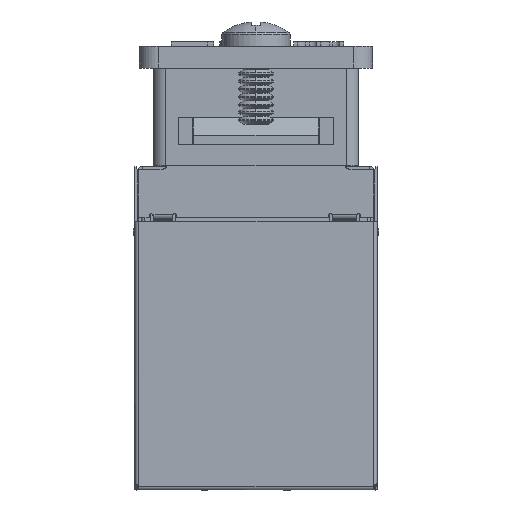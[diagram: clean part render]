
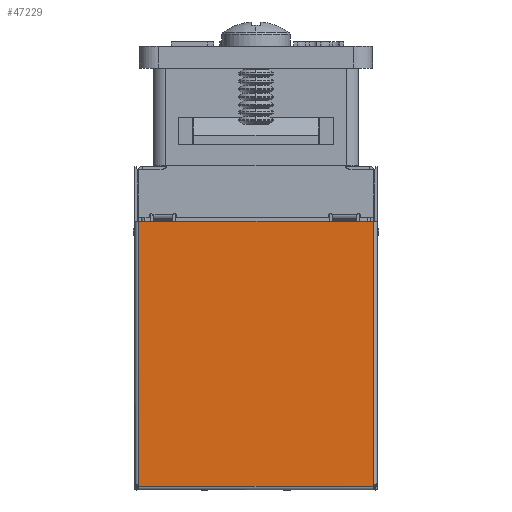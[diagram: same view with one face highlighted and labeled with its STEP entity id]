
A CAD part, front view. The second image highlights one B-rep face of the part: STEP entity #47229.
In plain terms, the highlighted face is planar.
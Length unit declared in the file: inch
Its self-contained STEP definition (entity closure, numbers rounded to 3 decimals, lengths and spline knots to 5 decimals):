
#1211 = AXIS2_PLACEMENT_3D ( 'NONE', #54464, #54465, #54466 ) ;
#1212 = AXIS2_PLACEMENT_3D ( 'NONE', #54472, #54473, #54474 ) ;
#1317 = AXIS2_PLACEMENT_3D ( 'NONE', #57469, #57475, #57476 ) ;
#29535 = EDGE_LOOP ( 'NONE', ( #58788, #58789, #58790, #58791, #58792, #58793 ) ) ;
#41748 = VERTEX_POINT ( 'NONE', #45512 ) ;
#41749 = VERTEX_POINT ( 'NONE', #45513 ) ;
#41755 = VERTEX_POINT ( 'NONE', #45524 ) ;
#41758 = VERTEX_POINT ( 'NONE', #45529 ) ;
#41760 = VERTEX_POINT ( 'NONE', #45532 ) ;
#41761 = VERTEX_POINT ( 'NONE', #45533 ) ;
#43814 = EDGE_CURVE ( 'NONE', #41749, #41748, #52532, .T. ) ;
#43822 = EDGE_CURVE ( 'NONE', #41760, #41755, #54642, .T. ) ;
#43833 = EDGE_CURVE ( 'NONE', #41749, #41758, #54649, .T. ) ;
#43837 = EDGE_CURVE ( 'NONE', #41760, #41758, #54650, .T. ) ;
#43840 = EDGE_CURVE ( 'NONE', #41761, #41748, #54651, .T. ) ;
#43842 = EDGE_CURVE ( 'NONE', #41761, #41755, #54647, .T. ) ;
#45512 = CARTESIAN_POINT ( 'NONE',  ( -0.3776, 0.01181, -0.31752 ) ) ;
#45513 = CARTESIAN_POINT ( 'NONE',  ( 0.3776, 0.01181, -0.31752 ) ) ;
#45524 = CARTESIAN_POINT ( 'NONE',  ( -0.37795, 0.86496, -0.31752 ) ) ;
#45529 = CARTESIAN_POINT ( 'NONE',  ( 0.37795, 0.0174, -0.31752 ) ) ;
#45532 = CARTESIAN_POINT ( 'NONE',  ( 0.37795, 0.86496, -0.31752 ) ) ;
#45533 = CARTESIAN_POINT ( 'NONE',  ( -0.37795, 0.0174, -0.31752 ) ) ;
#47229 = ADVANCED_FACE ( 'NONE', ( #55550 ), #57472, .F. ) ;
#52532 = LINE ( 'NONE', #54443, #52536 ) ;
#52536 = VECTOR ( 'NONE', #54445, 39.37008 ) ;
#54443 = CARTESIAN_POINT ( 'NONE',  ( 0.38976, 0.01181, -0.31752 ) ) ;
#54445 = DIRECTION ( 'NONE',  ( -1., 0., 0. ) ) ;
#54447 = CARTESIAN_POINT ( 'NONE',  ( 0.38976, 0.86496, -0.31752 ) ) ;
#54452 = DIRECTION ( 'NONE',  ( -1., 0., 0. ) ) ;
#54463 = DIRECTION ( 'NONE',  ( 0., 1., 0. ) ) ;
#54464 = CARTESIAN_POINT ( 'NONE',  ( 0.39646, 0.01343, -0.31752 ) ) ;
#54465 = DIRECTION ( 'NONE',  ( 0., 0., -1. ) ) ;
#54466 = DIRECTION ( 'NONE',  ( 0., -1., 0. ) ) ;
#54467 = CARTESIAN_POINT ( 'NONE',  ( 0.37795, 0.86496, -0.31752 ) ) ;
#54468 = DIRECTION ( 'NONE',  ( 0., -1., 0. ) ) ;
#54471 = CARTESIAN_POINT ( 'NONE',  ( -0.37795, 0.01181, -0.31752 ) ) ;
#54472 = CARTESIAN_POINT ( 'NONE',  ( -0.39646, 0.01343, -0.31752 ) ) ;
#54473 = DIRECTION ( 'NONE',  ( 0., 0., -1. ) ) ;
#54474 = DIRECTION ( 'NONE',  ( 0., 1., 0. ) ) ;
#54642 = LINE ( 'NONE', #54447, #54643 ) ;
#54643 = VECTOR ( 'NONE', #54452, 39.37008 ) ;
#54647 = LINE ( 'NONE', #54471, #54655 ) ;
#54649 = CIRCLE ( 'NONE', #1211, 0.01893 ) ;
#54650 = LINE ( 'NONE', #54467, #54652 ) ;
#54651 = CIRCLE ( 'NONE', #1212, 0.01893 ) ;
#54652 = VECTOR ( 'NONE', #54468, 39.37008 ) ;
#54655 = VECTOR ( 'NONE', #54463, 39.37008 ) ;
#55550 = FACE_OUTER_BOUND ( 'NONE', #29535, .T. ) ;
#57469 = CARTESIAN_POINT ( 'NONE',  ( 0.38976, 0., -0.31752 ) ) ;
#57472 = PLANE ( 'NONE',  #1317 ) ;
#57475 = DIRECTION ( 'NONE',  ( 0., 0., 1. ) ) ;
#57476 = DIRECTION ( 'NONE',  ( 1., 0., 0. ) ) ;
#58788 = ORIENTED_EDGE ( 'NONE', *, *, #43837, .T. ) ;
#58789 = ORIENTED_EDGE ( 'NONE', *, *, #43833, .F. ) ;
#58790 = ORIENTED_EDGE ( 'NONE', *, *, #43814, .T. ) ;
#58791 = ORIENTED_EDGE ( 'NONE', *, *, #43840, .F. ) ;
#58792 = ORIENTED_EDGE ( 'NONE', *, *, #43842, .T. ) ;
#58793 = ORIENTED_EDGE ( 'NONE', *, *, #43822, .F. ) ;
